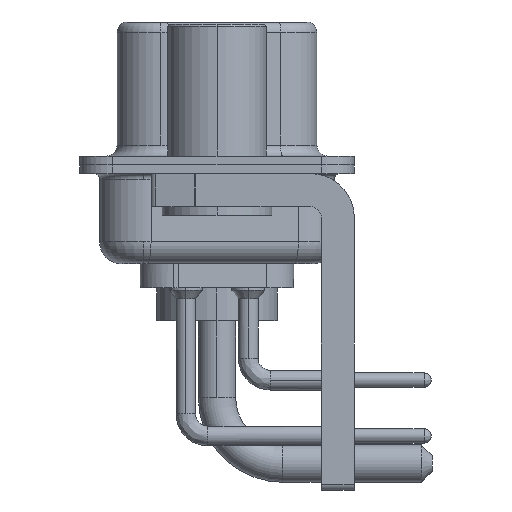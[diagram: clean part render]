
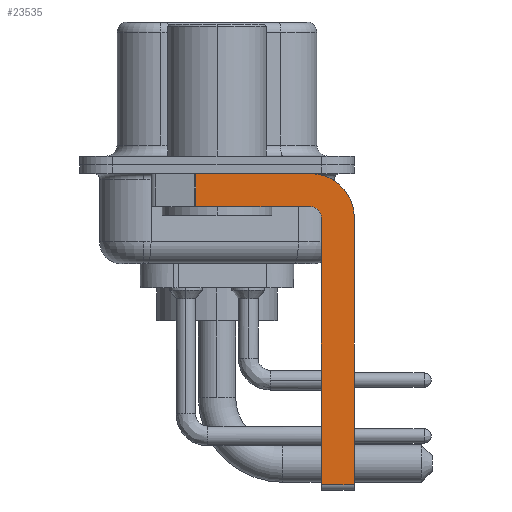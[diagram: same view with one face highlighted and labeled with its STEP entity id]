
A CAD part, left-side view. The second image highlights one B-rep face of the part: STEP entity #23535.
In plain terms, the highlighted planar face has unit normal (-1, 0, 0).
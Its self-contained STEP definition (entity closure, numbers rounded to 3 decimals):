
#413 = DIRECTION ( 'NONE',  ( 0., 0., -1. ) ) ;
#596 = CARTESIAN_POINT ( 'NONE',  ( -2.9, -4.25, -1.9 ) ) ;
#625 = VERTEX_POINT ( 'NONE', #1712 ) ;
#1534 = CIRCLE ( 'NONE', #23559, 2. ) ;
#1712 = CARTESIAN_POINT ( 'NONE',  ( -2.9, -4.25, -1.9 ) ) ;
#2284 = CARTESIAN_POINT ( 'NONE',  ( -2.9, 3., -0.4 ) ) ;
#2958 = AXIS2_PLACEMENT_3D ( 'NONE', #17545, #4203, #22422 ) ;
#3600 = CARTESIAN_POINT ( 'NONE',  ( -2.9, -4.25, -2.4 ) ) ;
#3849 = EDGE_CURVE ( 'NONE', #26603, #14531, #19713, .T. ) ;
#4203 = DIRECTION ( 'NONE',  ( -1., 0., 0. ) ) ;
#4325 = CIRCLE ( 'NONE', #2958, 0.5 ) ;
#4717 = DIRECTION ( 'NONE',  ( 0., -1., 0. ) ) ;
#5443 = ORIENTED_EDGE ( 'NONE', *, *, #18885, .F. ) ;
#5704 = EDGE_CURVE ( 'NONE', #11088, #625, #4325, .T. ) ;
#5759 = CARTESIAN_POINT ( 'NONE',  ( -2.9, 0.978, -0.4 ) ) ;
#6442 = ORIENTED_EDGE ( 'NONE', *, *, #9696, .F. ) ;
#6695 = DIRECTION ( 'NONE',  ( 0., 0., -1. ) ) ;
#6777 = ORIENTED_EDGE ( 'NONE', *, *, #27485, .F. ) ;
#8570 = LINE ( 'NONE', #8852, #16007 ) ;
#8852 = CARTESIAN_POINT ( 'NONE',  ( -2.9, 0.978, -1.9 ) ) ;
#9696 = EDGE_CURVE ( 'NONE', #625, #12789, #17968, .T. ) ;
#9759 = CARTESIAN_POINT ( 'NONE',  ( -2.9, -4.75, -14.8 ) ) ;
#10489 = VECTOR ( 'NONE', #16203, 1000. ) ;
#10504 = EDGE_CURVE ( 'NONE', #13611, #12789, #8570, .T. ) ;
#11019 = CARTESIAN_POINT ( 'NONE',  ( -2.9, -6.25, -2.4 ) ) ;
#11088 = VERTEX_POINT ( 'NONE', #20844 ) ;
#11401 = VECTOR ( 'NONE', #11930, 1000. ) ;
#11615 = EDGE_CURVE ( 'NONE', #19878, #14531, #17940, .T. ) ;
#11930 = DIRECTION ( 'NONE',  ( 0., 1., 0. ) ) ;
#12405 = ORIENTED_EDGE ( 'NONE', *, *, #22344, .F. ) ;
#12789 = VERTEX_POINT ( 'NONE', #15662 ) ;
#13611 = VERTEX_POINT ( 'NONE', #5759 ) ;
#14000 = ORIENTED_EDGE ( 'NONE', *, *, #11615, .T. ) ;
#14506 = FACE_OUTER_BOUND ( 'NONE', #23545, .T. ) ;
#14531 = VERTEX_POINT ( 'NONE', #22533 ) ;
#15229 = VERTEX_POINT ( 'NONE', #22162 ) ;
#15662 = CARTESIAN_POINT ( 'NONE',  ( -2.9, 0.978, -1.9 ) ) ;
#15715 = VECTOR ( 'NONE', #27310, 1000. ) ;
#16007 = VECTOR ( 'NONE', #6695, 1000. ) ;
#16203 = DIRECTION ( 'NONE',  ( 0., -1., 0. ) ) ;
#17011 = VECTOR ( 'NONE', #4717, 1000. ) ;
#17545 = CARTESIAN_POINT ( 'NONE',  ( -2.9, -4.25, -2.4 ) ) ;
#17940 = LINE ( 'NONE', #26863, #10489 ) ;
#17968 = LINE ( 'NONE', #596, #11401 ) ;
#18385 = LINE ( 'NONE', #9759, #15715 ) ;
#18885 = EDGE_CURVE ( 'NONE', #13611, #15229, #19817, .T. ) ;
#19255 = DIRECTION ( 'NONE',  ( 1., 0., 0. ) ) ;
#19537 = CARTESIAN_POINT ( 'NONE',  ( -2.9, -4.25, -2.4 ) ) ;
#19713 = LINE ( 'NONE', #22028, #22236 ) ;
#19817 = LINE ( 'NONE', #2284, #17011 ) ;
#19878 = VERTEX_POINT ( 'NONE', #21217 ) ;
#20844 = CARTESIAN_POINT ( 'NONE',  ( -2.9, -4.75, -2.4 ) ) ;
#21217 = CARTESIAN_POINT ( 'NONE',  ( -2.9, -4.75, -14.55 ) ) ;
#22028 = CARTESIAN_POINT ( 'NONE',  ( -2.9, -6.25, -2.4 ) ) ;
#22162 = CARTESIAN_POINT ( 'NONE',  ( -2.9, -4.25, -0.4 ) ) ;
#22236 = VECTOR ( 'NONE', #24168, 1000. ) ;
#22277 = DIRECTION ( 'NONE',  ( 1., 0., 0. ) ) ;
#22344 = EDGE_CURVE ( 'NONE', #19878, #11088, #18385, .T. ) ;
#22422 = DIRECTION ( 'NONE',  ( 0., 0., 1. ) ) ;
#22533 = CARTESIAN_POINT ( 'NONE',  ( -2.9, -6.25, -14.55 ) ) ;
#23280 = PLANE ( 'NONE',  #28162 ) ;
#23535 = ADVANCED_FACE ( 'NONE', ( #14506 ), #23280, .F. ) ;
#23545 = EDGE_LOOP ( 'NONE', ( #5443, #27827, #6442, #25862, #12405, #14000, #25198, #6777 ) ) ;
#23559 = AXIS2_PLACEMENT_3D ( 'NONE', #19537, #22277, #413 ) ;
#24168 = DIRECTION ( 'NONE',  ( 0., 0., -1. ) ) ;
#25198 = ORIENTED_EDGE ( 'NONE', *, *, #3849, .F. ) ;
#25862 = ORIENTED_EDGE ( 'NONE', *, *, #5704, .F. ) ;
#26603 = VERTEX_POINT ( 'NONE', #11019 ) ;
#26863 = CARTESIAN_POINT ( 'NONE',  ( -2.9, -4.25, -14.55 ) ) ;
#27310 = DIRECTION ( 'NONE',  ( 0., 0., 1. ) ) ;
#27485 = EDGE_CURVE ( 'NONE', #15229, #26603, #1534, .T. ) ;
#27827 = ORIENTED_EDGE ( 'NONE', *, *, #10504, .T. ) ;
#28010 = DIRECTION ( 'NONE',  ( 0., 0., -1. ) ) ;
#28162 = AXIS2_PLACEMENT_3D ( 'NONE', #3600, #19255, #28010 ) ;
